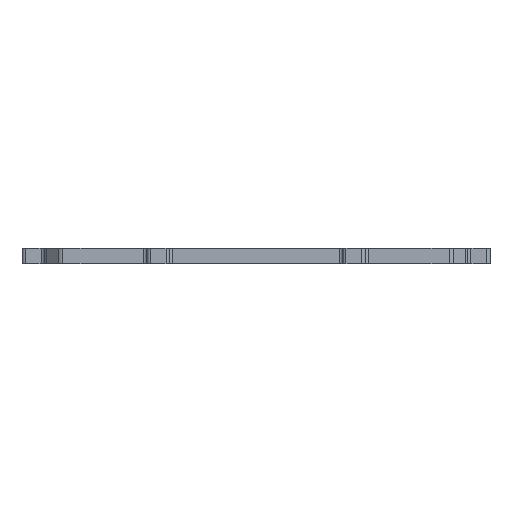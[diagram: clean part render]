
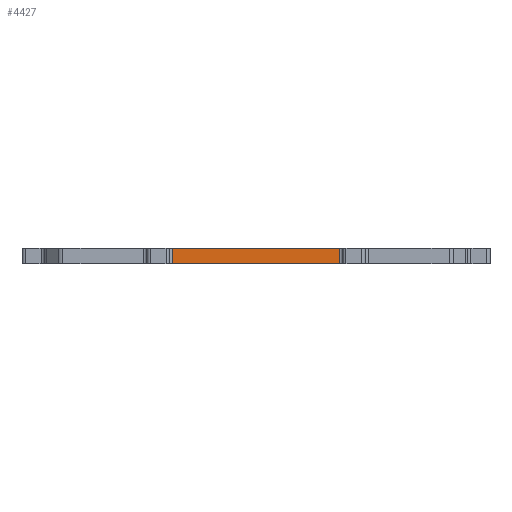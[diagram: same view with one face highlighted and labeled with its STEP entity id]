
A CAD part, front view. The second image highlights one B-rep face of the part: STEP entity #4427.
In plain terms, the highlighted planar face has unit normal (0, -1, 0).
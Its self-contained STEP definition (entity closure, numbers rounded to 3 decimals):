
#153 = PLANE ( 'NONE',  #2617 ) ;
#322 = VERTEX_POINT ( 'NONE', #915 ) ;
#454 = ORIENTED_EDGE ( 'NONE', *, *, #4102, .T. ) ;
#521 = LINE ( 'NONE', #3098, #1747 ) ;
#527 = DIRECTION ( 'NONE',  ( 1., 0., 0. ) ) ;
#693 = DIRECTION ( 'NONE',  ( 1., 0., 0. ) ) ;
#787 = CARTESIAN_POINT ( 'NONE',  ( -26.3, -65.868, 0. ) ) ;
#872 = LINE ( 'NONE', #3893, #4647 ) ;
#909 = DIRECTION ( 'NONE',  ( 1., 0., 0. ) ) ;
#915 = CARTESIAN_POINT ( 'NONE',  ( 26.3, -65.868, 0. ) ) ;
#1012 = CARTESIAN_POINT ( 'NONE',  ( -26.3, -65.868, -5. ) ) ;
#1177 = LINE ( 'NONE', #2590, #2822 ) ;
#1189 = CARTESIAN_POINT ( 'NONE',  ( -66.6, -65.868, -5. ) ) ;
#1203 = VECTOR ( 'NONE', #3263, 1000. ) ;
#1537 = ORIENTED_EDGE ( 'NONE', *, *, #3877, .F. ) ;
#1639 = VERTEX_POINT ( 'NONE', #3433 ) ;
#1647 = DIRECTION ( 'NONE',  ( 0., -1., 0. ) ) ;
#1747 = VECTOR ( 'NONE', #2335, 1000. ) ;
#2105 = EDGE_CURVE ( 'NONE', #2738, #1639, #1177, .T. ) ;
#2111 = LINE ( 'NONE', #1012, #1203 ) ;
#2335 = DIRECTION ( 'NONE',  ( 0., 0., 1. ) ) ;
#2409 = ORIENTED_EDGE ( 'NONE', *, *, #4421, .T. ) ;
#2471 = ORIENTED_EDGE ( 'NONE', *, *, #2105, .T. ) ;
#2590 = CARTESIAN_POINT ( 'NONE',  ( -66.6, -65.868, -5. ) ) ;
#2617 = AXIS2_PLACEMENT_3D ( 'NONE', #1189, #1647, #909 ) ;
#2738 = VERTEX_POINT ( 'NONE', #3818 ) ;
#2817 = EDGE_LOOP ( 'NONE', ( #1537, #454, #2471, #2409 ) ) ;
#2822 = VECTOR ( 'NONE', #693, 1000. ) ;
#3098 = CARTESIAN_POINT ( 'NONE',  ( 26.3, -65.868, 0. ) ) ;
#3167 = FACE_OUTER_BOUND ( 'NONE', #2817, .T. ) ;
#3263 = DIRECTION ( 'NONE',  ( 0., 0., -1. ) ) ;
#3433 = CARTESIAN_POINT ( 'NONE',  ( 26.3, -65.868, -5. ) ) ;
#3818 = CARTESIAN_POINT ( 'NONE',  ( -26.3, -65.868, -5. ) ) ;
#3877 = EDGE_CURVE ( 'NONE', #4287, #322, #872, .T. ) ;
#3893 = CARTESIAN_POINT ( 'NONE',  ( -66.6, -65.868, 0. ) ) ;
#4102 = EDGE_CURVE ( 'NONE', #4287, #2738, #2111, .T. ) ;
#4287 = VERTEX_POINT ( 'NONE', #787 ) ;
#4421 = EDGE_CURVE ( 'NONE', #1639, #322, #521, .T. ) ;
#4427 = ADVANCED_FACE ( 'NONE', ( #3167 ), #153, .T. ) ;
#4647 = VECTOR ( 'NONE', #527, 1000. ) ;
